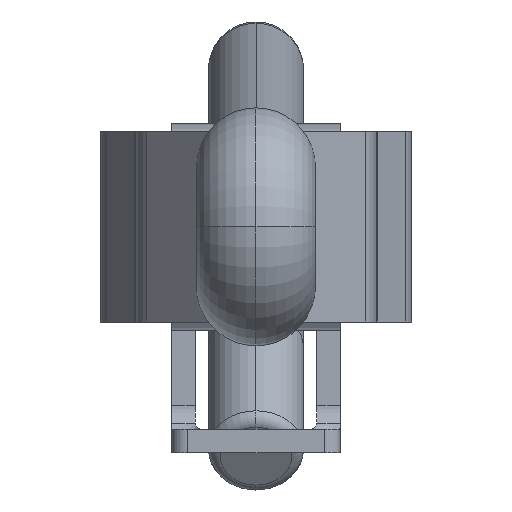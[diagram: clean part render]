
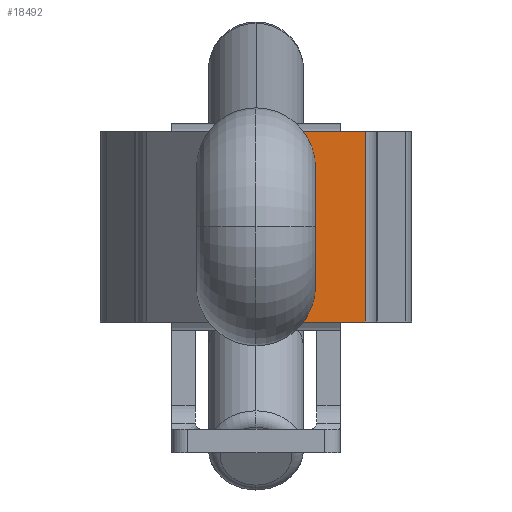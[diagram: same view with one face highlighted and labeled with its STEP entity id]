
A CAD part, left-side view. The second image highlights one B-rep face of the part: STEP entity #18492.
In plain terms, the highlighted face is planar.
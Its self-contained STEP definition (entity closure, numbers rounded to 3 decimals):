
#453 = LINE ( 'NONE', #20376, #464 ) ;
#464 = VECTOR ( 'NONE', #20383, 1000. ) ;
#541 = LINE ( 'NONE', #20573, #552 ) ;
#552 = VECTOR ( 'NONE', #20568, 1000. ) ;
#2733 = CARTESIAN_POINT ( 'NONE',  ( 101.857, 6.972, 0. ) ) ;
#2735 = CARTESIAN_POINT ( 'NONE',  ( 101.857, 6.972, 16. ) ) ;
#2738 = CARTESIAN_POINT ( 'NONE',  ( 95.113, 0.899, 16. ) ) ;
#3040 = EDGE_LOOP ( 'NONE', ( #9861, #9971, #9917, #9878 ) ) ;
#5046 = CARTESIAN_POINT ( 'NONE',  ( 94.115, 0., 16. ) ) ;
#5053 = DIRECTION ( 'NONE',  ( 0.743, 0.669, 0. ) ) ;
#5068 = CARTESIAN_POINT ( 'NONE',  ( 94.115, 0., 0. ) ) ;
#5069 = DIRECTION ( 'NONE',  ( 0.743, 0.669, 0. ) ) ;
#9861 = ORIENTED_EDGE ( 'NONE', *, *, #10699, .T. ) ;
#9878 = ORIENTED_EDGE ( 'NONE', *, *, #11878, .T. ) ;
#9917 = ORIENTED_EDGE ( 'NONE', *, *, #10692, .F. ) ;
#9971 = ORIENTED_EDGE ( 'NONE', *, *, #11924, .F. ) ;
#10692 = EDGE_CURVE ( 'NONE', #19399, #19396, #16681, .T. ) ;
#10699 = EDGE_CURVE ( 'NONE', #19251, #19394, #16729, .T. ) ;
#11513 = AXIS2_PLACEMENT_3D ( 'NONE', #14410, #14418, #14419 ) ;
#11878 = EDGE_CURVE ( 'NONE', #19399, #19251, #453, .T. ) ;
#11924 = EDGE_CURVE ( 'NONE', #19396, #19394, #541, .T. ) ;
#13058 = FACE_OUTER_BOUND ( 'NONE', #3040, .T. ) ;
#14410 = CARTESIAN_POINT ( 'NONE',  ( 94.115, 0., 16. ) ) ;
#14415 = PLANE ( 'NONE',  #11513 ) ;
#14418 = DIRECTION ( 'NONE',  ( -0.669, 0.743, 0. ) ) ;
#14419 = DIRECTION ( 'NONE',  ( -0.743, -0.669, 0. ) ) ;
#14697 = CARTESIAN_POINT ( 'NONE',  ( 95.113, 0.899, 0. ) ) ;
#16681 = LINE ( 'NONE', #5046, #16701 ) ;
#16701 = VECTOR ( 'NONE', #5053, 1000. ) ;
#16729 = LINE ( 'NONE', #5068, #16735 ) ;
#16735 = VECTOR ( 'NONE', #5069, 1000. ) ;
#18492 = ADVANCED_FACE ( 'NONE', ( #13058 ), #14415, .F. ) ;
#19251 = VERTEX_POINT ( 'NONE', #14697 ) ;
#19394 = VERTEX_POINT ( 'NONE', #2733 ) ;
#19396 = VERTEX_POINT ( 'NONE', #2735 ) ;
#19399 = VERTEX_POINT ( 'NONE', #2738 ) ;
#20376 = CARTESIAN_POINT ( 'NONE',  ( 95.113, 0.899, 16. ) ) ;
#20383 = DIRECTION ( 'NONE',  ( 0., 0., -1. ) ) ;
#20568 = DIRECTION ( 'NONE',  ( 0., 0., -1. ) ) ;
#20573 = CARTESIAN_POINT ( 'NONE',  ( 101.857, 6.972, 16. ) ) ;
